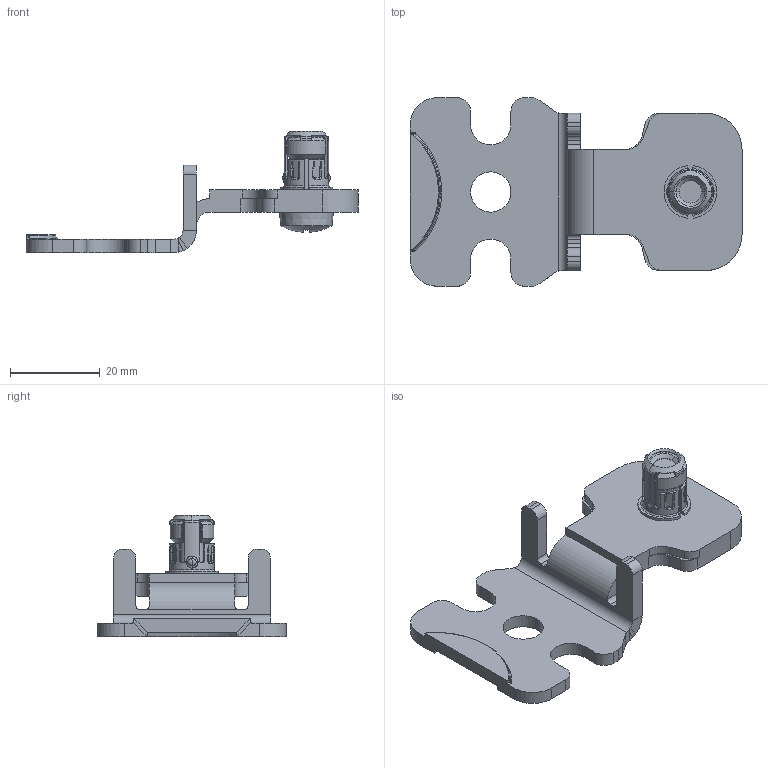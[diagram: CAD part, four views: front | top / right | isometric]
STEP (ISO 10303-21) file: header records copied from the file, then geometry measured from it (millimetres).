
FILE_DESCRIPTION((''),'2;1');
FILE_NAME('NSYPFCR','2016-03-01T',('sesa52832'),('Schneider-Electric'),'PRO/ENGINEER BY PARAMETRIC TECHNOLOGY CORPORATION, 2014310','PRO/ENGINEER BY PARAMETRIC TECHNOLOGY CORPORATION, 2014310','');
FILE_SCHEMA(('CONFIG_CONTROL_DESIGN'));
Length unit declared in the file: millimetre
Products named in the file (1): NSYPFCR
Bounding box: 74 x 42 x 27 mm (x, y, z)
Volume: 10622.3 mm3; surface area: 7920 mm2
Topology: 1 solids, 3 shells, 365 faces, 957 edges, 599 vertices
Faces by surface type: plane 112, cylinder 98, bspline 74, torus 37, cone 30, sphere 14
Entity records: 17509 total; most frequent: CARTESIAN_POINT 9092, ORIENTED_EDGE 1894, DIRECTION 1576, EDGE_CURVE 949, AXIS2_PLACEMENT_3D 612, VERTEX_POINT 599, EDGE_LOOP 384, FACE_OUTER_BOUND 365
